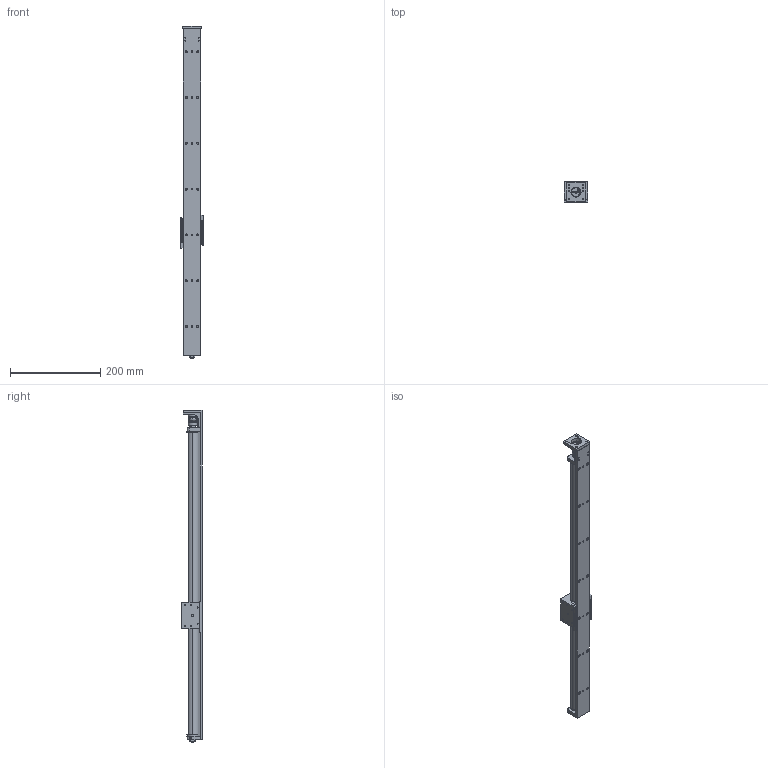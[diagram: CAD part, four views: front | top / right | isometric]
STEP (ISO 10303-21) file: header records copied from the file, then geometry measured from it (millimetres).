
FILE_DESCRIPTION (( 'STEP AP214' ), '1' );
FILE_NAME ('LACP-16T24LP5.step', '2016-06-21T19:01:52', ( '' ), ( '' ), 'SwSTEP 2.0', 'SolidWorks 2016', '' );
FILE_SCHEMA (( 'AUTOMOTIVE_DESIGN' ));
Length unit declared in the file: inch
Products named in the file (3): LACP-16TXXLP5-CAR; LACP-16T24LP5-RAIL; LACP-16T24LP5
Assembly tree (2 placements, depth 2):
  LACP-16T24LP5
    LACP-16T24LP5-RAIL
    LACP-16TXXLP5-CAR
Bounding box: 51.56 x 46.02 x 736.47 mm (x, y, z)
Volume: 518096.4 mm3; surface area: 226845.6 mm2
Topology: 25 solids, 25 shells, 887 faces, 2269 edges, 1467 vertices
Faces by surface type: cylinder 517, plane 280, cone 58, torus 26, bspline 6
Entity records: 45360 total; most frequent: CARTESIAN_POINT 11803, DIRECTION 4555, ORIENTED_EDGE 4458, EDGE_CURVE 2229, AXIS2_PLACEMENT_3D 1752, VERTEX_POINT 1467, EDGE_LOOP 1116, VECTOR 1051
